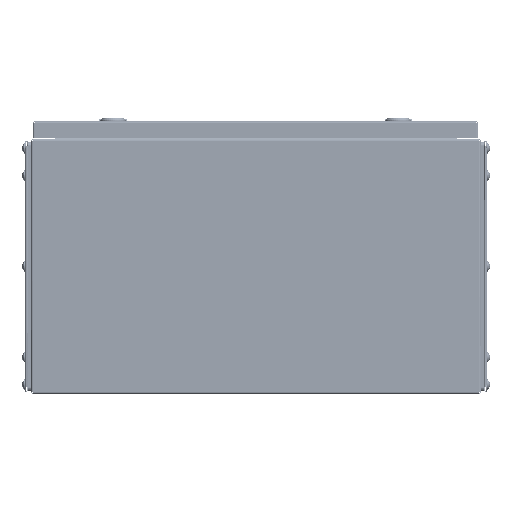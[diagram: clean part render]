
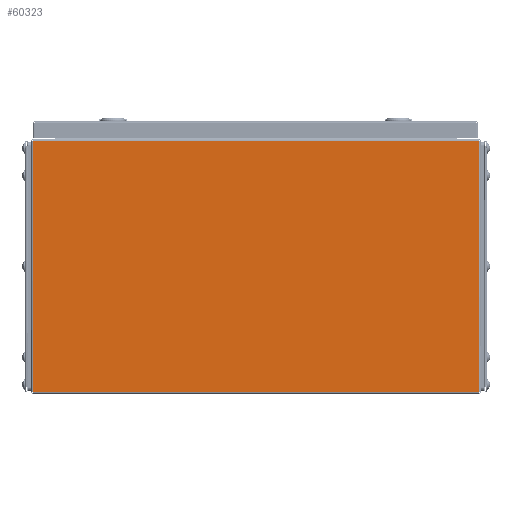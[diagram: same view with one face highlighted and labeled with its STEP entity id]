
A CAD part, left-side view. The second image highlights one B-rep face of the part: STEP entity #60323.
In plain terms, the highlighted planar face has unit normal (-1, 0, 0).
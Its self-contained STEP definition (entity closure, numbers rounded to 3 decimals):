
#229 = EDGE_CURVE ( 'NONE', #42126, #18198, #89060, .T. ) ;
#1033 = DIRECTION ( 'NONE',  ( 0., 0., -1. ) ) ;
#2072 = CARTESIAN_POINT ( 'NONE',  ( -300., 245.5, 277.5 ) ) ;
#3275 = EDGE_CURVE ( 'NONE', #42126, #32820, #84756, .T. ) ;
#7025 = ORIENTED_EDGE ( 'NONE', *, *, #3275, .T. ) ;
#8016 = LINE ( 'NONE', #77843, #9557 ) ;
#8699 = CARTESIAN_POINT ( 'NONE',  ( -300., -245.5, 277.5 ) ) ;
#9557 = VECTOR ( 'NONE', #1033, 1000. ) ;
#11457 = DIRECTION ( 'NONE',  ( 0., 0., -1. ) ) ;
#12128 = AXIS2_PLACEMENT_3D ( 'NONE', #25881, #34224, #11457 ) ;
#18198 = VERTEX_POINT ( 'NONE', #64803 ) ;
#18446 = FACE_OUTER_BOUND ( 'NONE', #73850, .T. ) ;
#18760 = VECTOR ( 'NONE', #33642, 1000. ) ;
#21496 = DIRECTION ( 'NONE',  ( 0., 1., 0. ) ) ;
#25622 = VECTOR ( 'NONE', #21496, 1000. ) ;
#25881 = CARTESIAN_POINT ( 'NONE',  ( -300., 0., 0. ) ) ;
#31611 = EDGE_CURVE ( 'NONE', #71933, #18198, #8016, .T. ) ;
#32820 = VERTEX_POINT ( 'NONE', #8699 ) ;
#32837 = PLANE ( 'NONE',  #12128 ) ;
#33642 = DIRECTION ( 'NONE',  ( 0., 1., 0. ) ) ;
#34224 = DIRECTION ( 'NONE',  ( 1., 0., 0. ) ) ;
#41475 = DIRECTION ( 'NONE',  ( 0., 0., 1. ) ) ;
#42126 = VERTEX_POINT ( 'NONE', #64189 ) ;
#46481 = ORIENTED_EDGE ( 'NONE', *, *, #229, .F. ) ;
#53422 = VECTOR ( 'NONE', #41475, 1000. ) ;
#56846 = LINE ( 'NONE', #85239, #25622 ) ;
#60323 = ADVANCED_FACE ( 'NONE', ( #18446 ), #32837, .F. ) ;
#64189 = CARTESIAN_POINT ( 'NONE',  ( -300., -245.5, 1. ) ) ;
#64803 = CARTESIAN_POINT ( 'NONE',  ( -300., 245.5, 1. ) ) ;
#68379 = EDGE_CURVE ( 'NONE', #32820, #71933, #56846, .T. ) ;
#69484 = CARTESIAN_POINT ( 'NONE',  ( -300., 245.5, 1. ) ) ;
#70602 = ORIENTED_EDGE ( 'NONE', *, *, #31611, .T. ) ;
#71933 = VERTEX_POINT ( 'NONE', #2072 ) ;
#73850 = EDGE_LOOP ( 'NONE', ( #87145, #70602, #46481, #7025 ) ) ;
#77843 = CARTESIAN_POINT ( 'NONE',  ( -300., 245.5, 0. ) ) ;
#83843 = CARTESIAN_POINT ( 'NONE',  ( -300., -245.5, 0. ) ) ;
#84756 = LINE ( 'NONE', #83843, #53422 ) ;
#85239 = CARTESIAN_POINT ( 'NONE',  ( -300., -245.5, 277.5 ) ) ;
#87145 = ORIENTED_EDGE ( 'NONE', *, *, #68379, .T. ) ;
#89060 = LINE ( 'NONE', #69484, #18760 ) ;
